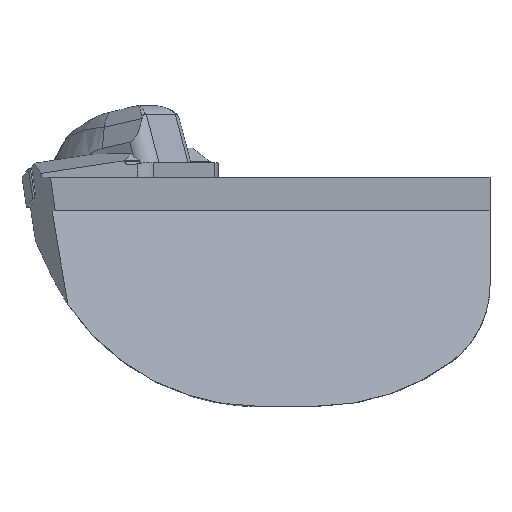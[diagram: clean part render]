
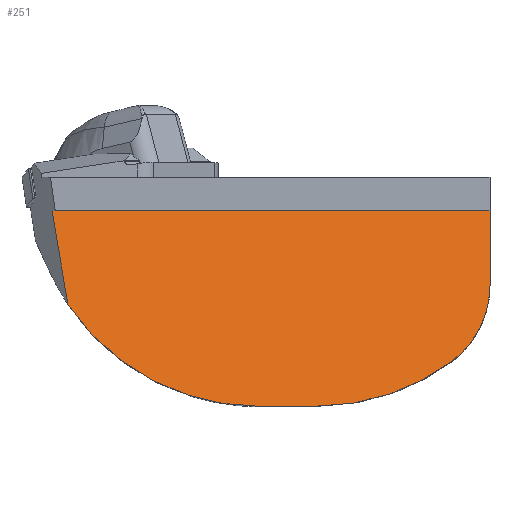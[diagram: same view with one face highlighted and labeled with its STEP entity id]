
A CAD part, top view. The second image highlights one B-rep face of the part: STEP entity #251.
In plain terms, the highlighted planar face has unit normal (0, 0.259, 0.966).
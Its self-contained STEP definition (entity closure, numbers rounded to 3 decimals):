
#218=ELLIPSE('',#1612,49.693,48.);
#219=ELLIPSE('',#1615,49.693,48.);
#220=ELLIPSE('',#1616,20.706,20.);
#251=ADVANCED_FACE('',(#371),#321,.F.);
#321=PLANE('',#1617);
#371=FACE_OUTER_BOUND('',#440,.T.);
#440=EDGE_LOOP('',(#641,#642,#643,#644,#645,#646,#647));
#641=ORIENTED_EDGE('',*,*,#1162,.F.);
#642=ORIENTED_EDGE('',*,*,#1067,.T.);
#643=ORIENTED_EDGE('',*,*,#1163,.T.);
#644=ORIENTED_EDGE('',*,*,#1161,.T.);
#645=ORIENTED_EDGE('',*,*,#1158,.T.);
#646=ORIENTED_EDGE('',*,*,#1164,.T.);
#647=ORIENTED_EDGE('',*,*,#1165,.T.);
#926=VERTEX_POINT('',#2085);
#927=VERTEX_POINT('',#2087);
#992=VERTEX_POINT('',#2326);
#993=VERTEX_POINT('',#2328);
#994=VERTEX_POINT('',#2332);
#995=VERTEX_POINT('',#2336);
#996=VERTEX_POINT('',#2339);
#1067=EDGE_CURVE('',#927,#926,#1276,.T.);
#1158=EDGE_CURVE('',#993,#992,#218,.T.);
#1161=EDGE_CURVE('',#994,#993,#1339,.T.);
#1162=EDGE_CURVE('',#927,#995,#1340,.T.);
#1163=EDGE_CURVE('',#926,#994,#219,.T.);
#1164=EDGE_CURVE('',#992,#996,#220,.T.);
#1165=EDGE_CURVE('',#996,#995,#1341,.T.);
#1276=LINE('',#2086,#1394);
#1339=LINE('',#2333,#1457);
#1340=LINE('',#2335,#1458);
#1341=LINE('',#2340,#1459);
#1394=VECTOR('',#1710,1.);
#1457=VECTOR('',#1861,1.);
#1458=VECTOR('',#1864,1.);
#1459=VECTOR('',#1869,1.);
#1612=AXIS2_PLACEMENT_3D('',#2327,#1855,#1856);
#1615=AXIS2_PLACEMENT_3D('',#2337,#1865,#1866);
#1616=AXIS2_PLACEMENT_3D('',#2338,#1867,#1868);
#1617=AXIS2_PLACEMENT_3D('',#2341,#1870,#1871);
#1710=DIRECTION('',(0.162,-0.953,0.255));
#1855=DIRECTION('',(0.,0.259,0.966));
#1856=DIRECTION('',(0.,-0.966,0.259));
#1861=DIRECTION('',(1.,0.,0.));
#1864=DIRECTION('',(1.,0.,0.));
#1865=DIRECTION('',(0.,0.259,0.966));
#1866=DIRECTION('',(0.,-0.966,0.259));
#1867=DIRECTION('',(0.,0.259,0.966));
#1868=DIRECTION('',(0.,-0.966,0.259));
#1869=DIRECTION('',(0.,0.966,-0.259));
#1870=DIRECTION('',(0.,-0.259,-0.966));
#1871=DIRECTION('',(0.,-0.966,0.259));
#2085=CARTESIAN_POINT('',(-51.946,-26.615,5.256));
#2086=CARTESIAN_POINT('',(-49.67,-40.042,8.853));
#2087=CARTESIAN_POINT('',(-55.27,-7.,0.));
#2326=CARTESIAN_POINT('',(28.286,-38.78,8.516));
#2327=CARTESIAN_POINT('',(0.,0.,-1.876));
#2328=CARTESIAN_POINT('',(0.,-48.,10.986));
#2332=CARTESIAN_POINT('',(-12.,-48.,10.986));
#2333=CARTESIAN_POINT('',(-100.,-48.,10.986));
#2335=CARTESIAN_POINT('',(-100.,-7.,0.));
#2336=CARTESIAN_POINT('',(36.5,-7.,0.));
#2337=CARTESIAN_POINT('',(-12.,0.,-1.876));
#2338=CARTESIAN_POINT('',(16.5,-22.622,4.186));
#2339=CARTESIAN_POINT('',(36.5,-22.622,4.186));
#2340=CARTESIAN_POINT('',(36.5,-48.,10.986));
#2341=CARTESIAN_POINT('',(-100.,-48.,10.986));
